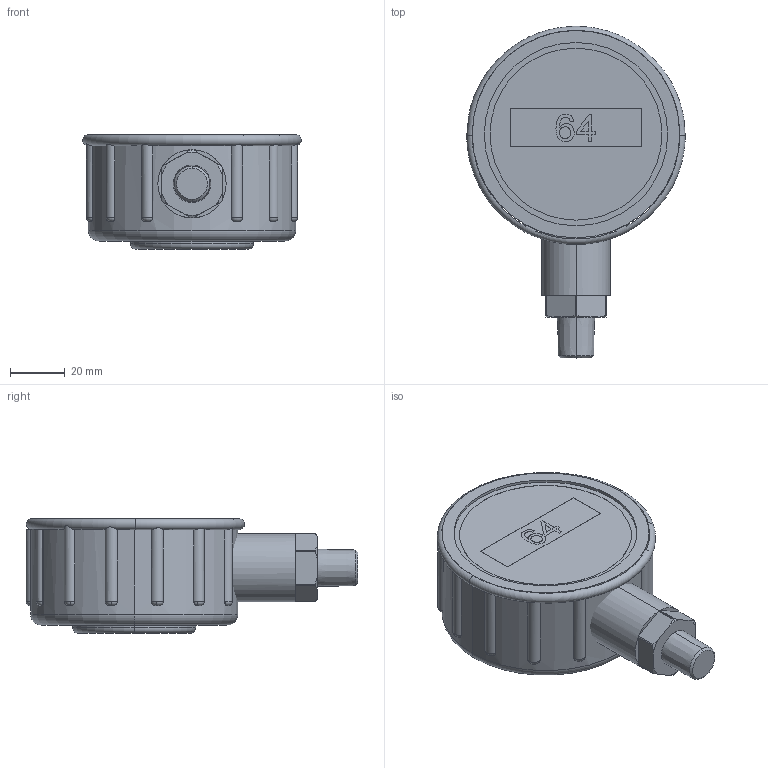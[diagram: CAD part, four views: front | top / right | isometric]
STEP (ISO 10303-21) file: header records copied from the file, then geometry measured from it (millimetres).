
FILE_DESCRIPTION (( 'STEP AP203' ), '1' );
FILE_NAME ('DPG1-3000.step', '2022-12-20T12:13:51', ( '' ), ( '' ), 'SwSTEP 2.0', 'SolidWorks 2021', '' );
FILE_SCHEMA (( 'CONFIG_CONTROL_DESIGN' ));
Length unit declared in the file: millimetre
Products named in the file (1): DPG1-3000
Bounding box: 80 x 121.62 x 42 mm (x, y, z)
Volume: 196179.9 mm3; surface area: 45978.2 mm2
Topology: 4 solids, 4 shells, 181 faces, 482 edges, 311 vertices
Faces by surface type: plane 71, cylinder 49, torus 31, cone 15, bspline 15
Entity records: 7176 total; most frequent: CARTESIAN_POINT 2725, ORIENTED_EDGE 964, DIRECTION 853, EDGE_CURVE 482, AXIS2_PLACEMENT_3D 337, VERTEX_POINT 311, EDGE_LOOP 197, FACE_OUTER_BOUND 181
